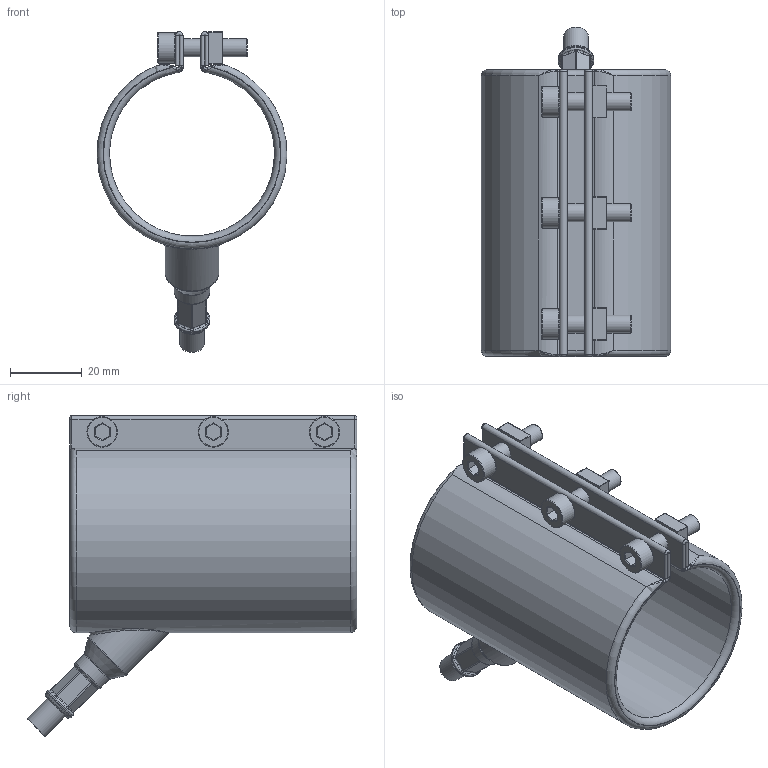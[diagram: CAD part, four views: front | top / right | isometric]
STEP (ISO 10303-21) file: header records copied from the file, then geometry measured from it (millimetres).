
FILE_DESCRIPTION(/* description */ ('Unknown','CAx-IF Rec.Pracs.---Representation and Presentation of Product Manufacturing Information (PMI)---4.0---2014-10-13','CAx-IF Rec.Pracs.---3D Tessellated Geometry---0.4---2014-09-14','2;1'),/* implementation_level */ '2;1');
FILE_NAME(/* name */ '990247-360_Düsenheizband Ø 46 x 80',/* time_stamp */ '2021-04-29T14:14:25+02:00',/* author */ ('Unknown'),/* organization */ ('Unknown'),/* preprocessor_version */ 'ST-DEVELOPER v16.7',/* originating_system */ 'Solid Edge',/* authorisation */ 'Unknown');
FILE_SCHEMA (('AP242_MANAGED_MODEL_BASED_3D_ENGINEERING_MIM_LF { 1 0 10303 442 1 1 4 }'));
Length unit declared in the file: millimetre
Products named in the file (1): 990247-360_Düsenheizband Ø 46 x 80
Bounding box: 52.97 x 91.9 x 89.4 mm (x, y, z)
Volume: 48296.6 mm3; surface area: 34204.3 mm2
Topology: 1 solids, 2 shells, 309 faces, 728 edges, 405 vertices
Faces by surface type: cylinder 106, plane 82, bspline 62, torus 31, sphere 24, cone 4
Full cylindrical faces by diameter (mm): 5 x6, 5.5 x12, 7 x1, 7.6 x1, 8.5 x3, 10 x2, 15 x1
Entity records: 12450 total; most frequent: CARTESIAN_POINT 3940, ORIENTED_EDGE 1268, DIRECTION 1248, EDGE_CURVE 634, AXIS2_PLACEMENT_3D 516, VERTEX_POINT 388, EDGE_LOOP 386, FACE_BOUND 386
